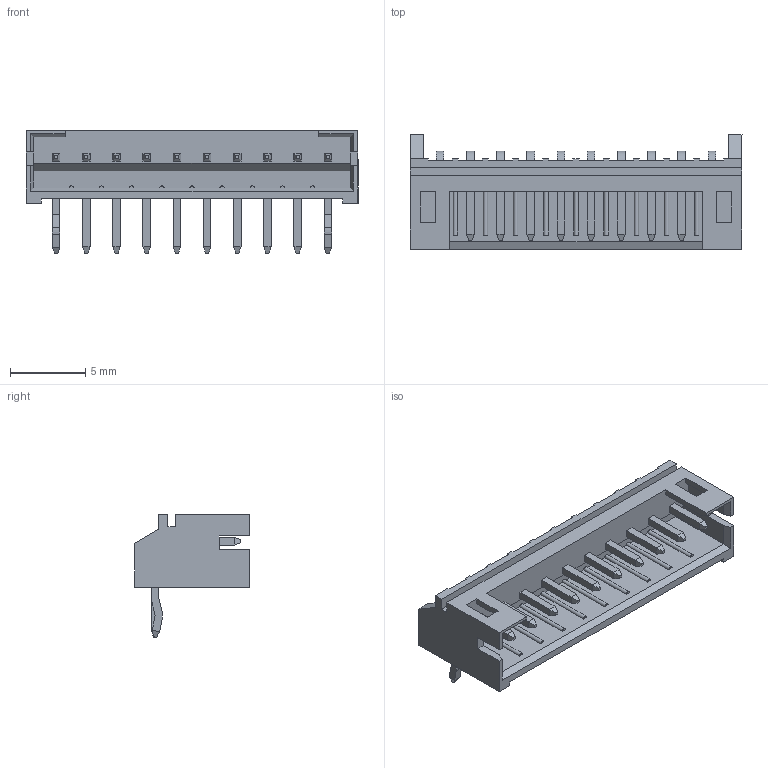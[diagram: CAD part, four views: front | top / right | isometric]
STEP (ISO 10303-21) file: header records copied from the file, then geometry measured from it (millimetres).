
FILE_DESCRIPTION(/* description */ ('Unknown'),/* implementation_level */ '2;1');
FILE_NAME(/* name */ 'J_Wurth_WR-WTB_62001011722',/* time_stamp */ '2025-05-23T14:03:31+08:00',/* author */ ('Unknown'),/* organization */ ('Unknown'),/* preprocessor_version */ 'ST-DEVELOPER v19.4',/* originating_system */ 'Solid Edge',/* authorisation */ 'Unknown');
FILE_SCHEMA (('AUTOMOTIVE_DESIGN {1 0 10303 214 3 1 1}'));
Length unit declared in the file: millimetre
Products named in the file (2): J_Wurth_WR-WTB_62001011722
Assembly tree (1 placements, depth 2):
  J_Wurth_WR-WTB_62001011722
    J_Wurth_WR-WTB_62001011722
Bounding box: 22 x 7.6 x 8.1 mm (x, y, z)
Volume: 276.6 mm3; surface area: 893.9 mm2
Topology: 1 solids, 1 shells, 424 faces, 1088 edges, 684 vertices
Faces by surface type: plane 379, cylinder 45
Entity records: 15569 total; most frequent: CARTESIAN_POINT 2198, ORIENTED_EDGE 2176, DIRECTION 2070, EDGE_CURVE 1088, LINE 958, VECTOR 958, VERTEX_POINT 684, AXIS2_PLACEMENT_3D 556
